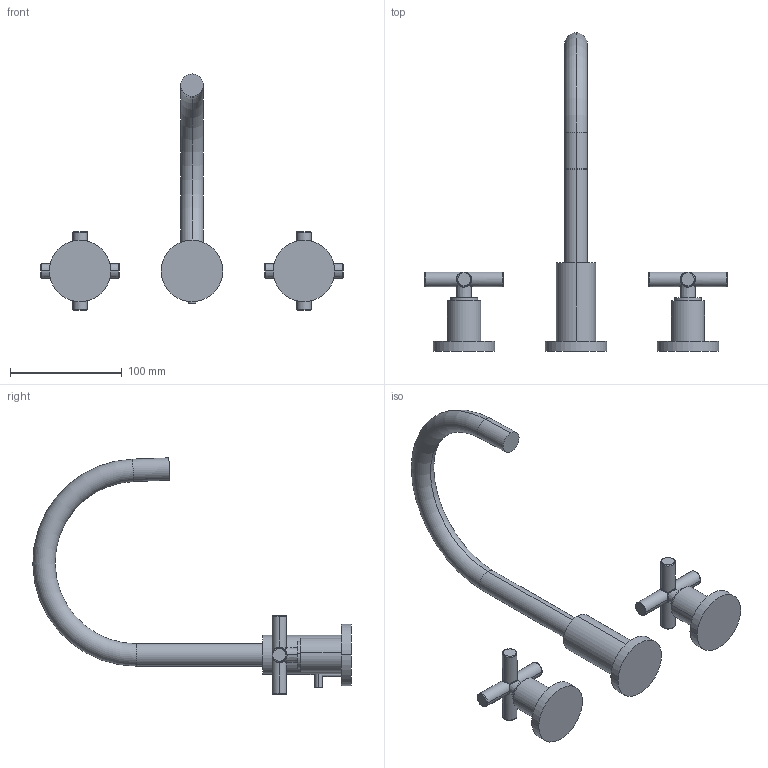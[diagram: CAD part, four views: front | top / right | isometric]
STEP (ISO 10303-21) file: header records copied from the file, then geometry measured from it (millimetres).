
FILE_DESCRIPTION (( 'STEP AP214' ), '1' );
FILE_NAME ('20713892.STEP', '2020-09-28T06:28:11', ( '' ), ( '' ), 'SwSTEP 2.0', 'SolidWorks 2020', '' );
FILE_SCHEMA (( 'AUTOMOTIVE_DESIGN' ));
Length unit declared in the file: millimetre
Products named in the file (8): Planungsmodell_Auslauf-+-04.28.22.062.00.94-01_ _K20_20x112,5,R82,5<88x32,35; Planungsmodell_Rohr_gerade-+-28.568.780-10_ _K27_7x25; Planungsmodell_Griff-+-09.20.89.003-01_ _K2; Planungsmodell_Griff-+-83.905.930-02_ _K6_30x36_24,5x3; Planungsmodell_Rohr_gerade-+-28.568.780-10_ _K96_35x70; Planungsmodell_Rohr_gerade-+-28.568.780-10_ _K102_4x25; Planungsmodell_Rosette_rund-+-36.104.820-01_ _K5_55x9; 20713892
Assembly tree (11 placements, depth 2):
  20713892
    Planungsmodell_Rosette_rund-+-36.104.820-01_ _K5_55x9  x3
    Planungsmodell_Griff-+-83.905.930-02_ _K6_30x36_24,5x3  x2
    Planungsmodell_Rohr_gerade-+-28.568.780-10_ _K96_35x70
    Planungsmodell_Rohr_gerade-+-28.568.780-10_ _K27_7x25
    Planungsmodell_Rohr_gerade-+-28.568.780-10_ _K102_4x25
    Planungsmodell_Auslauf-+-04.28.22.062.00.94-01_ _K20_20x112,5,R82,5<88x32,35
    Planungsmodell_Griff-+-09.20.89.003-01_ _K2  x2
Bounding box: 270 x 284.49 x 211.07 mm (x, y, z)
Volume: 352344.4 mm3; surface area: 78117.1 mm2
Topology: 11 solids, 11 shells, 120 faces, 234 edges, 130 vertices
Faces by surface type: cylinder 44, plane 30, torus 18, bspline 16, sphere 8, cone 4
Entity records: 2849 total; most frequent: CARTESIAN_POINT 1081, DIRECTION 324, ORIENTED_EDGE 252, AXIS2_PLACEMENT_3D 148, EDGE_CURVE 126, CIRCLE 74, VERTEX_POINT 73, EDGE_LOOP 69
